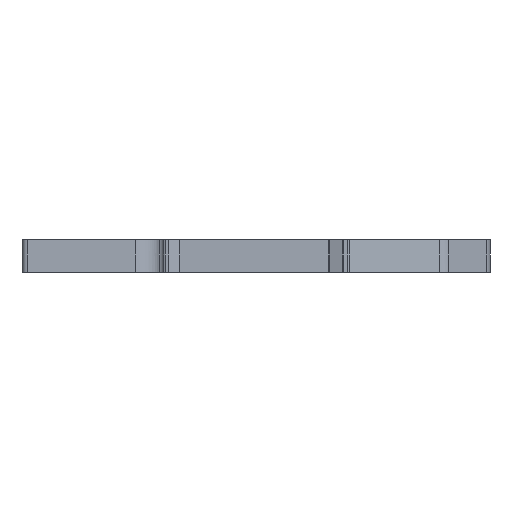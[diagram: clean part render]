
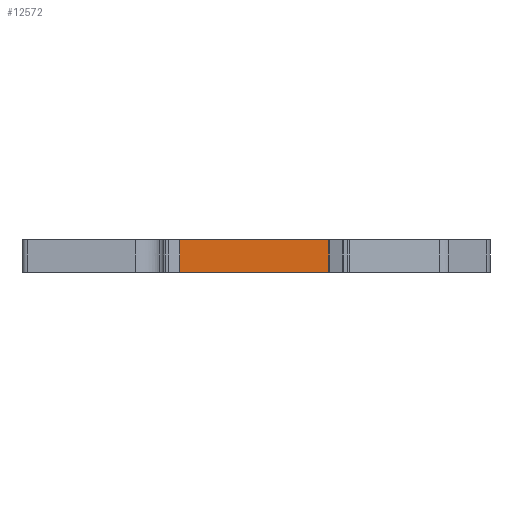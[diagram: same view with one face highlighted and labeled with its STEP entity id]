
A CAD part, front view. The second image highlights one B-rep face of the part: STEP entity #12572.
In plain terms, the highlighted planar face has unit normal (0, -1, 0).
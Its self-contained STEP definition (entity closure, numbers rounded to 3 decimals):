
#479 = EDGE_LOOP ( 'NONE', ( #16637, #14752, #16300, #6525 ) ) ;
#1499 = CARTESIAN_POINT ( 'NONE',  ( -337.669, 7.234, 166.074 ) ) ;
#2786 = CARTESIAN_POINT ( 'NONE',  ( -365.995, 7.234, 160.124 ) ) ;
#3907 = LINE ( 'NONE', #9600, #18967 ) ;
#5141 = B_SPLINE_CURVE_WITH_KNOTS ( 'NONE', 3,
 ( #6278, #15160, #10948, #1499 ),
 .UNSPECIFIED., .F., .F.,
 ( 4, 4 ),
 ( 0., 1. ),
 .UNSPECIFIED. ) ;
#6278 = CARTESIAN_POINT ( 'NONE',  ( -365.995, 7.234, 166.074 ) ) ;
#6525 = ORIENTED_EDGE ( 'NONE', *, *, #7268, .F. ) ;
#6986 = EDGE_CURVE ( 'NONE', #8184, #17550, #16660, .T. ) ;
#7007 = VERTEX_POINT ( 'NONE', #19032 ) ;
#7268 = EDGE_CURVE ( 'NONE', #8184, #12042, #3907, .T. ) ;
#8184 = VERTEX_POINT ( 'NONE', #2786 ) ;
#8374 = AXIS2_PLACEMENT_3D ( 'NONE', #10158, #10111, #10061 ) ;
#9042 = VECTOR ( 'NONE', #19100, 1000. ) ;
#9054 = CARTESIAN_POINT ( 'NONE',  ( -365.995, 7.234, 160.124 ) ) ;
#9463 = EDGE_CURVE ( 'NONE', #7007, #17550, #15559, .T. ) ;
#9507 = DIRECTION ( 'NONE',  ( 0., 0., 1. ) ) ;
#9600 = CARTESIAN_POINT ( 'NONE',  ( -365.995, 7.234, 166.124 ) ) ;
#9936 = DIRECTION ( 'NONE',  ( 0., 0., -1. ) ) ;
#10061 = DIRECTION ( 'NONE',  ( -1., 0., 0. ) ) ;
#10111 = DIRECTION ( 'NONE',  ( 0., 1., 0. ) ) ;
#10158 = CARTESIAN_POINT ( 'NONE',  ( -365.995, 7.234, 166.124 ) ) ;
#10181 = CARTESIAN_POINT ( 'NONE',  ( -337.669, 7.234, 166.124 ) ) ;
#10353 = PLANE ( 'NONE',  #8374 ) ;
#10948 = CARTESIAN_POINT ( 'NONE',  ( -347.111, 7.234, 166.074 ) ) ;
#12042 = VERTEX_POINT ( 'NONE', #18467 ) ;
#12572 = ADVANCED_FACE ( 'NONE', ( #18021 ), #10353, .F. ) ;
#14752 = ORIENTED_EDGE ( 'NONE', *, *, #9463, .F. ) ;
#15160 = CARTESIAN_POINT ( 'NONE',  ( -356.553, 7.234, 166.074 ) ) ;
#15559 = LINE ( 'NONE', #10181, #18727 ) ;
#16300 = ORIENTED_EDGE ( 'NONE', *, *, #18661, .F. ) ;
#16637 = ORIENTED_EDGE ( 'NONE', *, *, #6986, .T. ) ;
#16660 = LINE ( 'NONE', #9054, #9042 ) ;
#17550 = VERTEX_POINT ( 'NONE', #19120 ) ;
#18021 = FACE_OUTER_BOUND ( 'NONE', #479, .T. ) ;
#18467 = CARTESIAN_POINT ( 'NONE',  ( -365.995, 7.234, 166.074 ) ) ;
#18661 = EDGE_CURVE ( 'NONE', #12042, #7007, #5141, .T. ) ;
#18727 = VECTOR ( 'NONE', #9936, 1000. ) ;
#18967 = VECTOR ( 'NONE', #9507, 1000. ) ;
#19032 = CARTESIAN_POINT ( 'NONE',  ( -337.669, 7.234, 166.074 ) ) ;
#19100 = DIRECTION ( 'NONE',  ( 1., 0., 0. ) ) ;
#19120 = CARTESIAN_POINT ( 'NONE',  ( -337.669, 7.234, 160.124 ) ) ;
